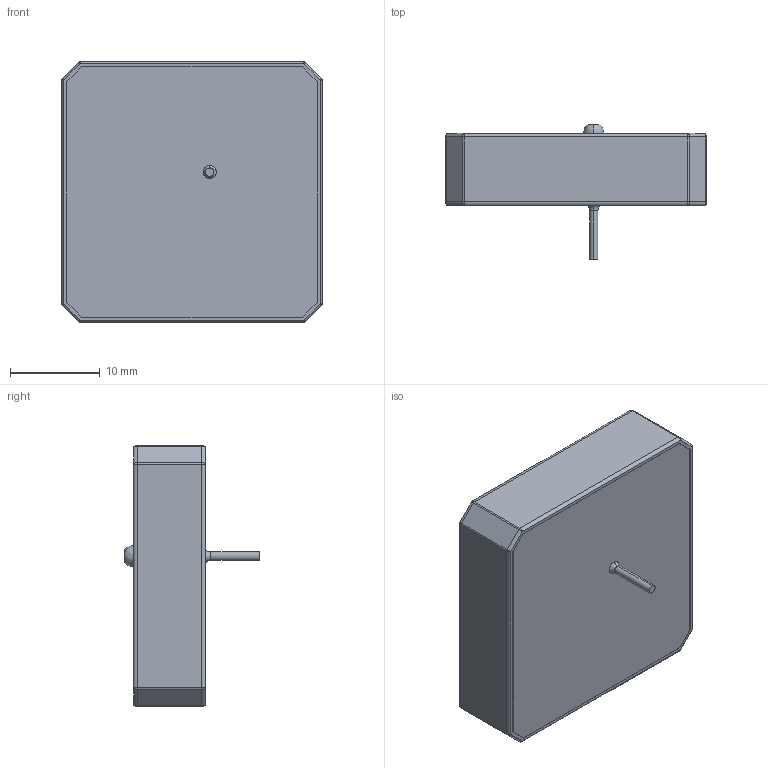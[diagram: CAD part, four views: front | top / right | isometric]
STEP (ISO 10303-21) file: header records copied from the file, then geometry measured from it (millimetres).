
FILE_DESCRIPTION(('FreeCAD Model'),'2;1');
FILE_NAME('User Library-ET1001039.STEP','2021-04-23T14:10:20',('Author'),(''), 'Open CASCADE STEP processor 7.3','FreeCAD','Unknown');
FILE_SCHEMA(('AUTOMOTIVE_DESIGN { 1 0 10303 214 1 1 1 1 }'));
Length unit declared in the file: millimetre
Products named in the file (1): User_Library-ET1001039
Bounding box: 29 x 15 x 29 mm (x, y, z)
Volume: 6696.2 mm3; surface area: 2554.4 mm2
Topology: 1 solids, 1 shells, 72 faces, 164 edges, 82 vertices
Faces by surface type: bspline 72
Entity records: 2319 total; most frequent: CARTESIAN_POINT 933, ORIENTED_EDGE 296, EDGE_CURVE 148, B_SPLINE_CURVE_WITH_KNOTS 86, VERTEX_POINT 82, FACE_BOUND 76, EDGE_LOOP 76, ADVANCED_FACE 72
